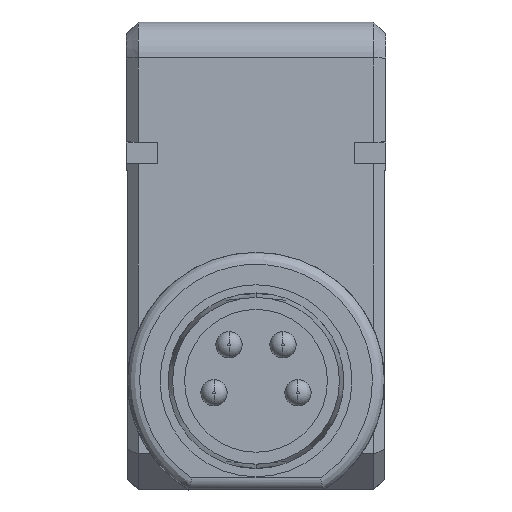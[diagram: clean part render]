
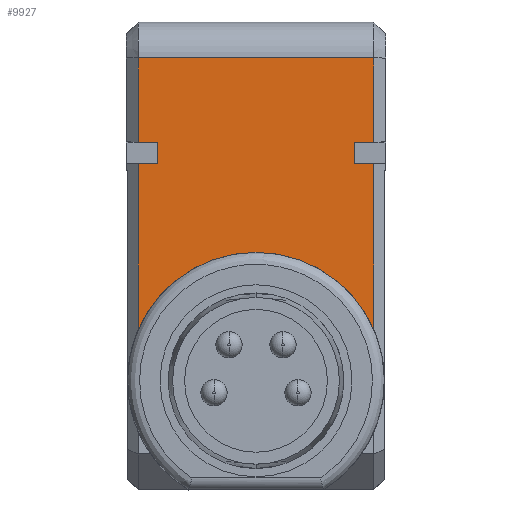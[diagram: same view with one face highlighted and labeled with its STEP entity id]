
A CAD part, front view. The second image highlights one B-rep face of the part: STEP entity #9927.
In plain terms, the highlighted planar face has unit normal (0, -1, 0).
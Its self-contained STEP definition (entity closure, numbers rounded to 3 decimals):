
#75 = DIRECTION ( 'NONE',  ( 0., -1., 0. ) ) ;
#143 = VECTOR ( 'NONE', #4275, 1000. ) ;
#192 = CIRCLE ( 'NONE', #5090, 5.35 ) ;
#232 = LINE ( 'NONE', #3688, #7743 ) ;
#290 = DIRECTION ( 'NONE',  ( -1., 0., 0. ) ) ;
#439 = LINE ( 'NONE', #3899, #2905 ) ;
#532 = EDGE_CURVE ( 'NONE', #5863, #2915, #9088, .T. ) ;
#565 = DIRECTION ( 'NONE',  ( 0., 0., -1. ) ) ;
#664 = EDGE_LOOP ( 'NONE', ( #5783, #8003, #6264, #7356, #1822, #8098, #3876, #1571, #671, #6992, #3125, #4251, #7106 ) ) ;
#671 = ORIENTED_EDGE ( 'NONE', *, *, #7962, .T. ) ;
#777 = EDGE_CURVE ( 'NONE', #7870, #9990, #9744, .T. ) ;
#820 = CARTESIAN_POINT ( 'NONE',  ( 4.1, -15.75, -7.185 ) ) ;
#935 = FACE_OUTER_BOUND ( 'NONE', #664, .T. ) ;
#1083 = CARTESIAN_POINT ( 'NONE',  ( -4.1, -15.75, -5.9 ) ) ;
#1228 = EDGE_CURVE ( 'NONE', #6854, #7870, #192, .T. ) ;
#1323 = CARTESIAN_POINT ( 'NONE',  ( -4.9, -15.75, -10.452 ) ) ;
#1571 = ORIENTED_EDGE ( 'NONE', *, *, #7071, .T. ) ;
#1616 = EDGE_CURVE ( 'NONE', #9990, #5014, #439, .T. ) ;
#1791 = CARTESIAN_POINT ( 'NONE',  ( -4.9, -15.75, -5.9 ) ) ;
#1796 = EDGE_CURVE ( 'NONE', #2424, #7170, #2543, .T. ) ;
#1822 = ORIENTED_EDGE ( 'NONE', *, *, #1228, .T. ) ;
#1836 = VECTOR ( 'NONE', #5443, 1000. ) ;
#1912 = DIRECTION ( 'NONE',  ( 0., 0., -1. ) ) ;
#1994 = CARTESIAN_POINT ( 'NONE',  ( 4.9, -15.75, -10.452 ) ) ;
#2059 = DIRECTION ( 'NONE',  ( 0., 0., -1. ) ) ;
#2424 = VERTEX_POINT ( 'NONE', #3419 ) ;
#2543 = LINE ( 'NONE', #5994, #3087 ) ;
#2826 = CARTESIAN_POINT ( 'NONE',  ( -4.1, -15.75, -5. ) ) ;
#2827 = LINE ( 'NONE', #6276, #10436 ) ;
#2844 = CARTESIAN_POINT ( 'NONE',  ( 4.9, -15.75, -5.9 ) ) ;
#2905 = VECTOR ( 'NONE', #7347, 1000. ) ;
#2915 = VERTEX_POINT ( 'NONE', #8719 ) ;
#2978 = CARTESIAN_POINT ( 'NONE',  ( 4.9, -15.75, -12.802 ) ) ;
#3087 = VECTOR ( 'NONE', #9453, 1000. ) ;
#3098 = CARTESIAN_POINT ( 'NONE',  ( 0., -15.75, -5. ) ) ;
#3103 = VECTOR ( 'NONE', #4779, 1000. ) ;
#3125 = ORIENTED_EDGE ( 'NONE', *, *, #10592, .T. ) ;
#3287 = DIRECTION ( 'NONE',  ( 0., 0., -1. ) ) ;
#3419 = CARTESIAN_POINT ( 'NONE',  ( 4.9, -15.75, -5. ) ) ;
#3530 = DIRECTION ( 'NONE',  ( 0., 0., -1. ) ) ;
#3688 = CARTESIAN_POINT ( 'NONE',  ( 0., -15.75, -1.5 ) ) ;
#3770 = VECTOR ( 'NONE', #6547, 1000. ) ;
#3876 = ORIENTED_EDGE ( 'NONE', *, *, #1616, .T. ) ;
#3899 = CARTESIAN_POINT ( 'NONE',  ( 0., -15.75, -5.9 ) ) ;
#4251 = ORIENTED_EDGE ( 'NONE', *, *, #6390, .T. ) ;
#4275 = DIRECTION ( 'NONE',  ( 0., 0., 1. ) ) ;
#4388 = PLANE ( 'NONE',  #7365 ) ;
#4462 = CARTESIAN_POINT ( 'NONE',  ( 4.1, -15.75, -5. ) ) ;
#4597 = LINE ( 'NONE', #8045, #10278 ) ;
#4735 = CARTESIAN_POINT ( 'NONE',  ( 0., -15.75, -9.6 ) ) ;
#4779 = DIRECTION ( 'NONE',  ( 0., 0., -1. ) ) ;
#4840 = AXIS2_PLACEMENT_3D ( 'NONE', #6354, #9808, #2059 ) ;
#4868 = LINE ( 'NONE', #8320, #7572 ) ;
#5014 = VERTEX_POINT ( 'NONE', #7759 ) ;
#5049 = VERTEX_POINT ( 'NONE', #4462 ) ;
#5090 = AXIS2_PLACEMENT_3D ( 'NONE', #7583, #11042, #3287 ) ;
#5443 = DIRECTION ( 'NONE',  ( 0., 0., 1. ) ) ;
#5783 = ORIENTED_EDGE ( 'NONE', *, *, #7533, .T. ) ;
#5863 = VERTEX_POINT ( 'NONE', #1791 ) ;
#5887 = VERTEX_POINT ( 'NONE', #9597 ) ;
#5994 = CARTESIAN_POINT ( 'NONE',  ( 4.9, -15.75, -7.185 ) ) ;
#6086 = VERTEX_POINT ( 'NONE', #2826 ) ;
#6206 = LINE ( 'NONE', #9662, #8995 ) ;
#6264 = ORIENTED_EDGE ( 'NONE', *, *, #532, .T. ) ;
#6276 = CARTESIAN_POINT ( 'NONE',  ( 0., -15.75, -5. ) ) ;
#6354 = CARTESIAN_POINT ( 'NONE',  ( 0., -15.75, -14.95 ) ) ;
#6390 = EDGE_CURVE ( 'NONE', #5887, #11126, #6206, .T. ) ;
#6547 = DIRECTION ( 'NONE',  ( 1., 0., 0. ) ) ;
#6854 = VERTEX_POINT ( 'NONE', #4735 ) ;
#6992 = ORIENTED_EDGE ( 'NONE', *, *, #1796, .T. ) ;
#7071 = EDGE_CURVE ( 'NONE', #5014, #5049, #8587, .T. ) ;
#7106 = ORIENTED_EDGE ( 'NONE', *, *, #9686, .T. ) ;
#7137 = DIRECTION ( 'NONE',  ( -1., 0., 0. ) ) ;
#7170 = VERTEX_POINT ( 'NONE', #7944 ) ;
#7222 = EDGE_CURVE ( 'NONE', #8703, #5863, #4597, .T. ) ;
#7347 = DIRECTION ( 'NONE',  ( -1., 0., 0. ) ) ;
#7356 = ORIENTED_EDGE ( 'NONE', *, *, #10047, .T. ) ;
#7365 = AXIS2_PLACEMENT_3D ( 'NONE', #7835, #75, #3530 ) ;
#7533 = EDGE_CURVE ( 'NONE', #6086, #8703, #4868, .T. ) ;
#7572 = VECTOR ( 'NONE', #565, 1000. ) ;
#7583 = CARTESIAN_POINT ( 'NONE',  ( 0., -15.75, -14.95 ) ) ;
#7743 = VECTOR ( 'NONE', #7137, 1000. ) ;
#7759 = CARTESIAN_POINT ( 'NONE',  ( 4.1, -15.75, -5.9 ) ) ;
#7835 = CARTESIAN_POINT ( 'NONE',  ( -4.9, -15.75, -1.5 ) ) ;
#7870 = VERTEX_POINT ( 'NONE', #2978 ) ;
#7944 = CARTESIAN_POINT ( 'NONE',  ( 4.9, -15.75, -1.5 ) ) ;
#7962 = EDGE_CURVE ( 'NONE', #5049, #2424, #10855, .T. ) ;
#8003 = ORIENTED_EDGE ( 'NONE', *, *, #7222, .T. ) ;
#8045 = CARTESIAN_POINT ( 'NONE',  ( 0., -15.75, -5.9 ) ) ;
#8098 = ORIENTED_EDGE ( 'NONE', *, *, #777, .T. ) ;
#8320 = CARTESIAN_POINT ( 'NONE',  ( -4.1, -15.75, -7.185 ) ) ;
#8587 = LINE ( 'NONE', #820, #143 ) ;
#8703 = VERTEX_POINT ( 'NONE', #1083 ) ;
#8719 = CARTESIAN_POINT ( 'NONE',  ( -4.9, -15.75, -12.802 ) ) ;
#8893 = CARTESIAN_POINT ( 'NONE',  ( -4.9, -15.75, -5. ) ) ;
#8995 = VECTOR ( 'NONE', #1912, 1000. ) ;
#9088 = LINE ( 'NONE', #1323, #3103 ) ;
#9453 = DIRECTION ( 'NONE',  ( 0., 0., 1. ) ) ;
#9597 = CARTESIAN_POINT ( 'NONE',  ( -4.9, -15.75, -1.5 ) ) ;
#9662 = CARTESIAN_POINT ( 'NONE',  ( -4.9, -15.75, -7.185 ) ) ;
#9686 = EDGE_CURVE ( 'NONE', #11126, #6086, #2827, .T. ) ;
#9705 = CIRCLE ( 'NONE', #4840, 5.35 ) ;
#9736 = DIRECTION ( 'NONE',  ( 1., 0., 0. ) ) ;
#9744 = LINE ( 'NONE', #1994, #1836 ) ;
#9808 = DIRECTION ( 'NONE',  ( 0., 1., 0. ) ) ;
#9927 = ADVANCED_FACE ( 'NONE', ( #935 ), #4388, .T. ) ;
#9990 = VERTEX_POINT ( 'NONE', #2844 ) ;
#10047 = EDGE_CURVE ( 'NONE', #2915, #6854, #9705, .T. ) ;
#10278 = VECTOR ( 'NONE', #290, 1000. ) ;
#10436 = VECTOR ( 'NONE', #9736, 1000. ) ;
#10592 = EDGE_CURVE ( 'NONE', #7170, #5887, #232, .T. ) ;
#10855 = LINE ( 'NONE', #3098, #3770 ) ;
#11042 = DIRECTION ( 'NONE',  ( 0., 1., 0. ) ) ;
#11126 = VERTEX_POINT ( 'NONE', #8893 ) ;
